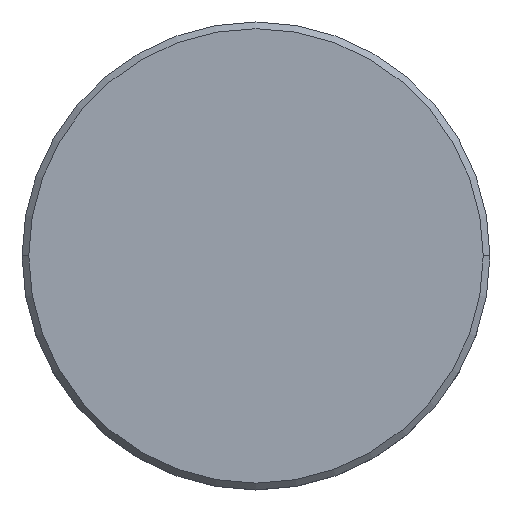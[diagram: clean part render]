
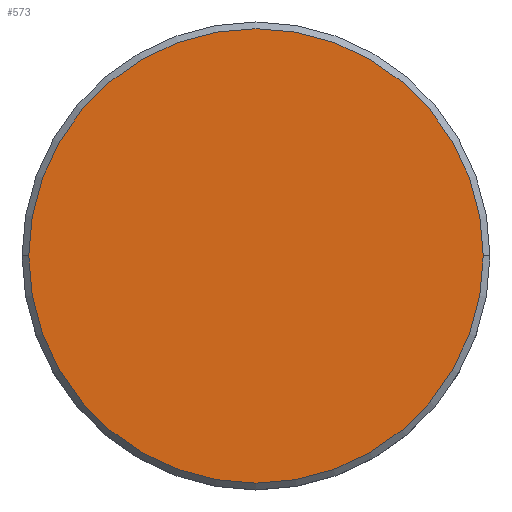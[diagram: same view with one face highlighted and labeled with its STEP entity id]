
A CAD part, top view. The second image highlights one B-rep face of the part: STEP entity #573.
In plain terms, the highlighted planar face has unit normal (0, 0, 1).
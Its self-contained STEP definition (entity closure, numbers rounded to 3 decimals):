
#131 = AXIS2_PLACEMENT_3D ( 'NONE', #273, #528, #732 ) ;
#210 = CIRCLE ( 'NONE', #980, 17. ) ;
#220 = EDGE_CURVE ( 'NONE', #729, #1156, #1018, .T. ) ;
#273 = CARTESIAN_POINT ( 'NONE',  ( 0., 0., 0. ) ) ;
#319 = FACE_OUTER_BOUND ( 'NONE', #976, .T. ) ;
#334 = CARTESIAN_POINT ( 'NONE',  ( 0., 0., 0. ) ) ;
#345 = DIRECTION ( 'NONE',  ( 0., 0., 1. ) ) ;
#383 = CARTESIAN_POINT ( 'NONE',  ( 17., 0., 0. ) ) ;
#390 = CARTESIAN_POINT ( 'NONE',  ( -17., 0., 0. ) ) ;
#392 = AXIS2_PLACEMENT_3D ( 'NONE', #1145, #506, #961 ) ;
#404 = ORIENTED_EDGE ( 'NONE', *, *, #617, .T. ) ;
#506 = DIRECTION ( 'NONE',  ( 0., 0., 1. ) ) ;
#526 = DIRECTION ( 'NONE',  ( 1., 0., 0. ) ) ;
#528 = DIRECTION ( 'NONE',  ( 0., 0., 1. ) ) ;
#573 = ADVANCED_FACE ( 'NONE', ( #319 ), #777, .T. ) ;
#617 = EDGE_CURVE ( 'NONE', #1156, #729, #210, .T. ) ;
#729 = VERTEX_POINT ( 'NONE', #390 ) ;
#732 = DIRECTION ( 'NONE',  ( 1., 0., 0. ) ) ;
#777 = PLANE ( 'NONE',  #392 ) ;
#946 = ORIENTED_EDGE ( 'NONE', *, *, #220, .T. ) ;
#961 = DIRECTION ( 'NONE',  ( 1., 0., 0. ) ) ;
#976 = EDGE_LOOP ( 'NONE', ( #946, #404 ) ) ;
#980 = AXIS2_PLACEMENT_3D ( 'NONE', #334, #345, #526 ) ;
#1018 = CIRCLE ( 'NONE', #131, 17. ) ;
#1145 = CARTESIAN_POINT ( 'NONE',  ( 0., 0., 0. ) ) ;
#1156 = VERTEX_POINT ( 'NONE', #383 ) ;
